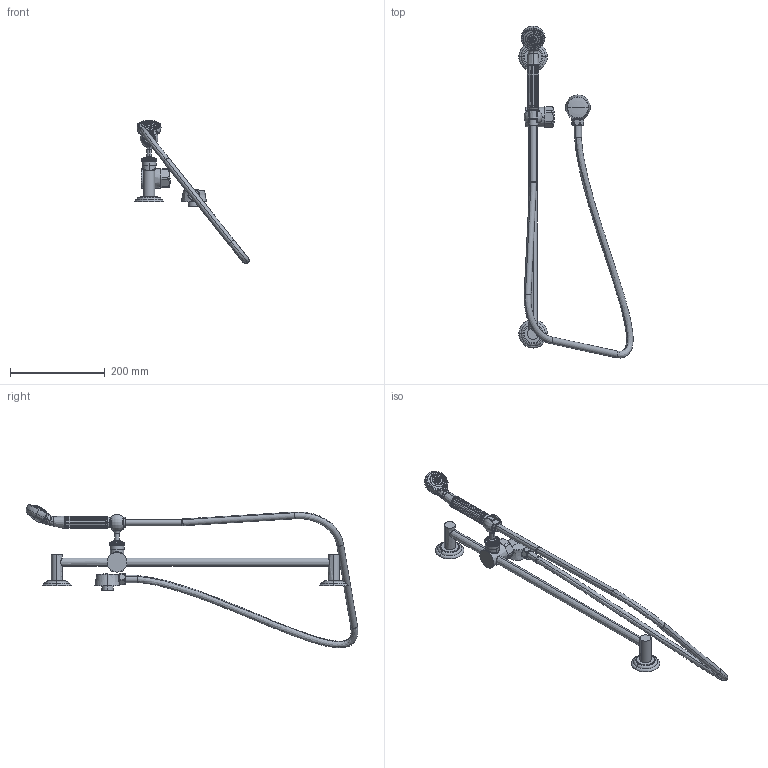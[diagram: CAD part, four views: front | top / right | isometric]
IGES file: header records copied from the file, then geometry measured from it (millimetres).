
Start section:  PTC IGES file: 280d.igs
Global section: file name: 280d.igs; native system: Creo Parametric by PTC Inc.; preprocessor: 2018400; author: jinson.thomas; organization: Unknown; date: 20201210.162935; units: inch
Bounding box: 241.14 x 699.86 x 302.74 mm (x, y, z)
Volume: 695198.2 mm3; surface area: 155876 mm2
Topology: 1 solids, 2 shells, 653 faces, 1353 edges, 845 vertices
Faces by surface type: bspline 402, revolution 251
